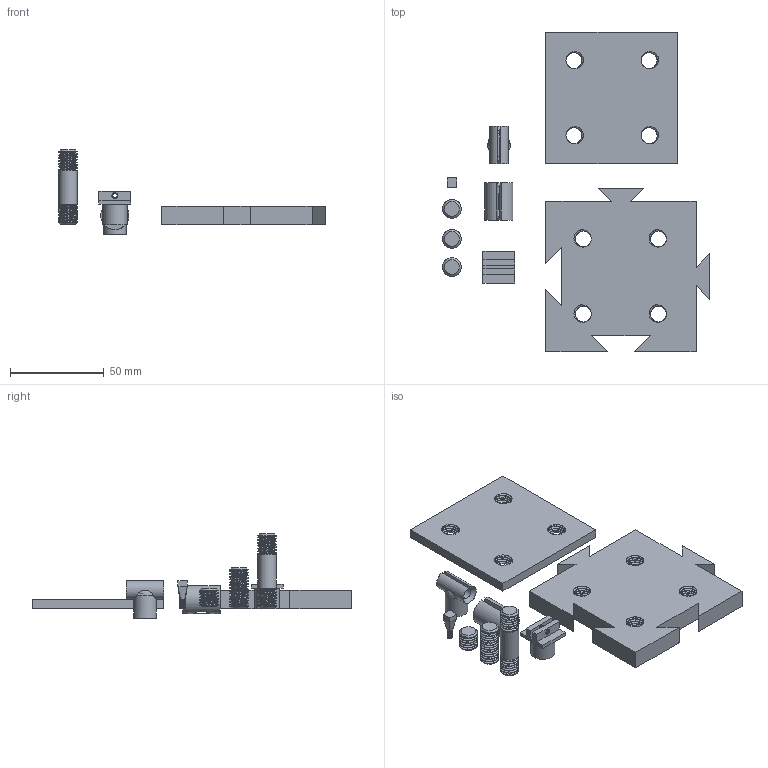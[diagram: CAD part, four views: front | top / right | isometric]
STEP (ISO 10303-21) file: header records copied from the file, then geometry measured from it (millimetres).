
FILE_DESCRIPTION(/* description */ (''),/* implementation_level */ '2;1');
FILE_NAME(/* name */ 'All Components.step',/* time_stamp */ '2025-08-01T20:39:03-04:00',/* author */ (''),/* organization */ (''),/* preprocessor_version */ 'ST-DEVELOPER v20.1',/* originating_system */ 'Autodesk Translation Framework v14.10.0.0',/* authorisation */ '');
FILE_SCHEMA (('AUTOMOTIVE_DESIGN { 1 0 10303 214 3 1 1 }'));
Products named in the file (13): All Components; Base Breadboard Unit; General Mounting Plate; Mirror Mount; TO-18 Mount, Threaded; Standard Mounting Screws; 40mm Mounting Pole; 20mm Flush Mounting Pole; 40mm Mounting Pole v1; 10mm Mini Mounting Pin; 40mm Mounting Pole v1_1; Mirror Screw; TO-18 Mount (No Screw)
Assembly tree (12 placements, depth 4):
  All Components
    Base Breadboard Unit
    General Mounting Plate
    Mirror Mount
    TO-18 Mount, Threaded
    Standard Mounting Screws
      40mm Mounting Pole
      20mm Flush Mounting Pole
        40mm Mounting Pole v1
      10mm Mini Mounting Pin
        40mm Mounting Pole v1_1
    Mirror Screw
    TO-18 Mount (No Screw)
Bounding box: 142 x 170 x 45 mm (x, y, z)
Volume: 93857 mm3; surface area: 39749.3 mm2
Topology: 10 solids, 10 shells, 404 faces, 1133 edges, 750 vertices
Faces by surface type: cylinder 269, plane 81, bspline 44, cone 10
Full cylindrical faces by diameter (mm): 2.356 x5, 2.529 x6, 2.927 x6, 3.086 x2, 8.141 x26, 8.526 x44, 9.85 x29, 10.198 x47, 12 x1, 13 x1
Entity records: 41044 total; most frequent: CARTESIAN_POINT 31458, ORIENTED_EDGE 2266, DIRECTION 1417, EDGE_CURVE 1133, VERTEX_POINT 750, B_SPLINE_CURVE_WITH_KNOTS 613, AXIS2_PLACEMENT_3D 512, EDGE_LOOP 431
